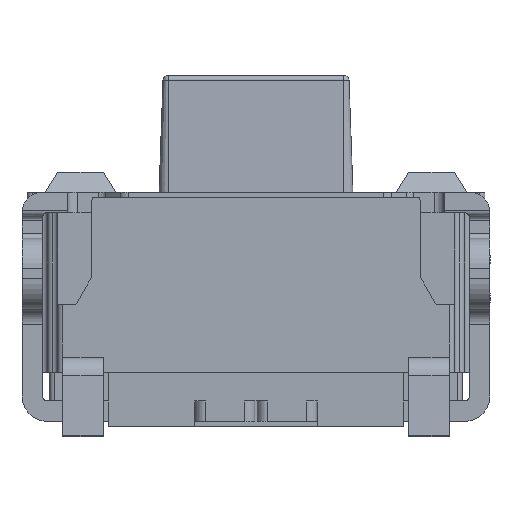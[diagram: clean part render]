
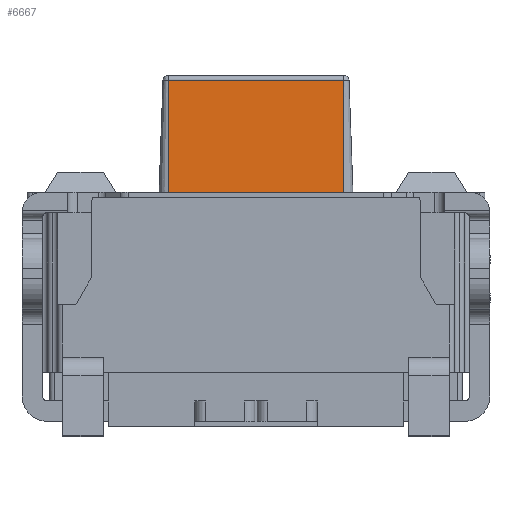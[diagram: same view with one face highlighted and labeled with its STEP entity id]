
A CAD part, front view. The second image highlights one B-rep face of the part: STEP entity #6667.
In plain terms, the highlighted planar face has unit normal (0, -0.999, 0.035).
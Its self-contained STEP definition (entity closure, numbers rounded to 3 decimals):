
#5309 = PLANE('',#5310);
#5310 = AXIS2_PLACEMENT_3D('',#5311,#5312,#5313);
#5311 = CARTESIAN_POINT('',(-40.53,23.114,
    -3.81));
#5312 = DIRECTION('',(0.,0.,1.));
#5313 = DIRECTION('',(1.,0.,0.));
#5665 = VERTEX_POINT('',#5666);
#5666 = CARTESIAN_POINT('',(-19.05,11.684,
    -3.81));
#5702 = B_SPLINE_SURFACE_WITH_KNOTS('',3,3,(
    (#5703,#5704,#5705,#5706)
    ,(#5707,#5708,#5709,#5710)
    ,(#5711,#5712,#5713,#5714)
    ,(#5715,#5716,#5717,#5718)
    ,(#5719,#5720,#5721,#5722)
    ,(#5723,#5724,#5725,#5726)
    ,(#5727,#5728,#5729,#5730
    )),.UNSPECIFIED.,.F.,.F.,.F.,(4,1,1,1,4),(4,4),(-0.097,
    0.,0.5,1.,1.097),(-1.019,-0.016),
  .UNSPECIFIED.);
#5703 = CARTESIAN_POINT('',(-16.516,14.613,
    -4.47));
#5704 = CARTESIAN_POINT('',(-16.912,14.525,
    6.992));
#5705 = CARTESIAN_POINT('',(-17.307,14.436,
    18.454));
#5706 = CARTESIAN_POINT('',(-17.702,14.348,
    29.916));
#5707 = CARTESIAN_POINT('',(-16.497,14.485,
    -4.471));
#5708 = CARTESIAN_POINT('',(-16.895,14.418,
    6.992));
#5709 = CARTESIAN_POINT('',(-17.294,14.35,
    18.454));
#5710 = CARTESIAN_POINT('',(-17.693,14.283,
    29.916));
#5711 = CARTESIAN_POINT('',(-16.434,13.684,
    -4.473));
#5712 = CARTESIAN_POINT('',(-16.843,13.749,
    6.99));
#5713 = CARTESIAN_POINT('',(-17.252,13.814,
    18.453));
#5714 = CARTESIAN_POINT('',(-17.661,13.88,
    29.915));
#5715 = CARTESIAN_POINT('',(-17.042,12.216,
    -4.474));
#5716 = CARTESIAN_POINT('',(-17.35,12.524,
    6.988));
#5717 = CARTESIAN_POINT('',(-17.659,12.833,
    18.451));
#5718 = CARTESIAN_POINT('',(-17.967,13.141,
    29.914));
#5719 = CARTESIAN_POINT('',(-18.509,11.609,
    -4.473));
#5720 = CARTESIAN_POINT('',(-18.575,12.017,
    6.99));
#5721 = CARTESIAN_POINT('',(-18.64,12.426,
    18.453));
#5722 = CARTESIAN_POINT('',(-18.706,12.835,
    29.915));
#5723 = CARTESIAN_POINT('',(-19.311,11.671,
    -4.471));
#5724 = CARTESIAN_POINT('',(-19.243,12.069,
    6.992));
#5725 = CARTESIAN_POINT('',(-19.176,12.468,
    18.454));
#5726 = CARTESIAN_POINT('',(-19.109,12.867,
    29.916));
#5727 = CARTESIAN_POINT('',(-19.439,11.69,
    -4.47));
#5728 = CARTESIAN_POINT('',(-19.35,12.086,
    6.992));
#5729 = CARTESIAN_POINT('',(-19.262,12.481,
    18.454));
#5730 = CARTESIAN_POINT('',(-19.174,12.877,
    29.916));
#5737 = EDGE_CURVE('',#5738,#5665,#5740,.T.);
#5738 = VERTEX_POINT('',#5739);
#5739 = CARTESIAN_POINT('',(-62.738,11.684,
    -3.81));
#5740 = SURFACE_CURVE('',#5741,(#5745,#5752),.PCURVE_S1.);
#5741 = LINE('',#5742,#5743);
#5742 = CARTESIAN_POINT('',(-62.738,11.684,
    -3.81));
#5743 = VECTOR('',#5744,1.);
#5744 = DIRECTION('',(1.,0.,0.));
#5745 = PCURVE('',#5309,#5746);
#5746 = DEFINITIONAL_REPRESENTATION('',(#5747),#5751);
#5747 = LINE('',#5748,#5749);
#5748 = CARTESIAN_POINT('',(-22.208,-11.43));
#5749 = VECTOR('',#5750,1.);
#5750 = DIRECTION('',(1.,0.));
#5751 = ( GEOMETRIC_REPRESENTATION_CONTEXT(2) 
PARAMETRIC_REPRESENTATION_CONTEXT() REPRESENTATION_CONTEXT('2D SPACE',''
  ) );
#5752 = PCURVE('',#5753,#5758);
#5753 = PLANE('',#5754);
#5754 = AXIS2_PLACEMENT_3D('',#5755,#5756,#5757);
#5755 = CARTESIAN_POINT('',(-18.977,12.881,
    30.48));
#5756 = DIRECTION('',(0.,-0.999,
    0.035));
#5757 = DIRECTION('',(0.,-0.035,-0.999));
#5758 = DEFINITIONAL_REPRESENTATION('',(#5759),#5763);
#5759 = LINE('',#5760,#5761);
#5760 = CARTESIAN_POINT('',(34.311,-43.761));
#5761 = VECTOR('',#5762,1.);
#5762 = DIRECTION('',(0.,1.));
#5763 = ( GEOMETRIC_REPRESENTATION_CONTEXT(2) 
PARAMETRIC_REPRESENTATION_CONTEXT() REPRESENTATION_CONTEXT('2D SPACE',''
  ) );
#5803 = B_SPLINE_SURFACE_WITH_KNOTS('',3,3,(
    (#5804,#5805,#5806,#5807)
    ,(#5808,#5809,#5810,#5811)
    ,(#5812,#5813,#5814,#5815)
    ,(#5816,#5817,#5818,#5819)
    ,(#5820,#5821,#5822,#5823)
    ,(#5824,#5825,#5826,#5827)
    ,(#5828,#5829,#5830,#5831
    )),.UNSPECIFIED.,.F.,.F.,.F.,(4,1,1,1,4),(4,4),(-0.097,
    0.,0.5,1.,1.097),(-1.019,-0.016),
  .UNSPECIFIED.);
#5804 = CARTESIAN_POINT('',(-62.349,11.69,
    -4.47));
#5805 = CARTESIAN_POINT('',(-62.437,12.086,
    6.992));
#5806 = CARTESIAN_POINT('',(-62.526,12.481,
    18.454));
#5807 = CARTESIAN_POINT('',(-62.614,12.877,
    29.916));
#5808 = CARTESIAN_POINT('',(-62.477,11.671,
    -4.471));
#5809 = CARTESIAN_POINT('',(-62.544,12.069,
    6.992));
#5810 = CARTESIAN_POINT('',(-62.611,12.468,
    18.454));
#5811 = CARTESIAN_POINT('',(-62.679,12.867,
    29.916));
#5812 = CARTESIAN_POINT('',(-63.278,11.609,
    -4.473));
#5813 = CARTESIAN_POINT('',(-63.213,12.017,
    6.99));
#5814 = CARTESIAN_POINT('',(-63.147,12.426,
    18.453));
#5815 = CARTESIAN_POINT('',(-63.082,12.835,
    29.915));
#5816 = CARTESIAN_POINT('',(-64.746,12.216,
    -4.474));
#5817 = CARTESIAN_POINT('',(-64.438,12.524,
    6.988));
#5818 = CARTESIAN_POINT('',(-64.129,12.833,
    18.451));
#5819 = CARTESIAN_POINT('',(-63.821,13.141,
    29.914));
#5820 = CARTESIAN_POINT('',(-65.353,13.684,
    -4.473));
#5821 = CARTESIAN_POINT('',(-64.944,13.749,
    6.99));
#5822 = CARTESIAN_POINT('',(-64.535,13.814,
    18.453));
#5823 = CARTESIAN_POINT('',(-64.126,13.88,
    29.915));
#5824 = CARTESIAN_POINT('',(-65.291,14.485,
    -4.471));
#5825 = CARTESIAN_POINT('',(-64.892,14.418,
    6.992));
#5826 = CARTESIAN_POINT('',(-64.494,14.35,
    18.454));
#5827 = CARTESIAN_POINT('',(-64.095,14.283,
    29.916));
#5828 = CARTESIAN_POINT('',(-65.271,14.613,
    -4.47));
#5829 = CARTESIAN_POINT('',(-64.876,14.525,
    6.992));
#5830 = CARTESIAN_POINT('',(-64.481,14.436,
    18.454));
#5831 = CARTESIAN_POINT('',(-64.085,14.348,
    29.916));
#6225 = CYLINDRICAL_SURFACE('',#6226,1.27);
#6226 = AXIS2_PLACEMENT_3D('',#6227,#6228,#6229);
#6227 = CARTESIAN_POINT('',(-29.936,14.108,
    29.21));
#6228 = DIRECTION('',(-1.,0.,0.));
#6229 = DIRECTION('',(0.,-0.695,0.719
    ));
#6600 = EDGE_CURVE('',#6601,#6603,#6605,.T.);
#6601 = VERTEX_POINT('',#6602);
#6602 = CARTESIAN_POINT('',(-62.808,12.839,
    29.254));
#6603 = VERTEX_POINT('',#6604);
#6604 = CARTESIAN_POINT('',(-18.98,12.839,
    29.254));
#6605 = SURFACE_CURVE('',#6606,(#6610,#6617),.PCURVE_S1.);
#6606 = LINE('',#6607,#6608);
#6607 = CARTESIAN_POINT('',(-62.808,12.839,
    29.254));
#6608 = VECTOR('',#6609,1.);
#6609 = DIRECTION('',(1.,0.,0.));
#6610 = PCURVE('',#6225,#6611);
#6611 = DEFINITIONAL_REPRESENTATION('',(#6612),#6616);
#6612 = LINE('',#6613,#6614);
#6613 = CARTESIAN_POINT('',(-0.768,32.872));
#6614 = VECTOR('',#6615,1.);
#6615 = DIRECTION('',(0.,-1.));
#6616 = ( GEOMETRIC_REPRESENTATION_CONTEXT(2) 
PARAMETRIC_REPRESENTATION_CONTEXT() REPRESENTATION_CONTEXT('2D SPACE',''
  ) );
#6617 = PCURVE('',#5753,#6618);
#6618 = DEFINITIONAL_REPRESENTATION('',(#6619),#6623);
#6619 = LINE('',#6620,#6621);
#6620 = CARTESIAN_POINT('',(1.226,-43.831));
#6621 = VECTOR('',#6622,1.);
#6622 = DIRECTION('',(0.,1.));
#6623 = ( GEOMETRIC_REPRESENTATION_CONTEXT(2) 
PARAMETRIC_REPRESENTATION_CONTEXT() REPRESENTATION_CONTEXT('2D SPACE',''
  ) );
#6667 = ADVANCED_FACE('',(#6668),#5753,.T.);
#6668 = FACE_BOUND('',#6669,.T.);
#6669 = EDGE_LOOP('',(#6670,#6671,#6691,#6692));
#6670 = ORIENTED_EDGE('',*,*,#5737,.T.);
#6671 = ORIENTED_EDGE('',*,*,#6672,.T.);
#6672 = EDGE_CURVE('',#5665,#6603,#6673,.T.);
#6673 = SURFACE_CURVE('',#6674,(#6678,#6685),.PCURVE_S1.);
#6674 = LINE('',#6675,#6676);
#6675 = CARTESIAN_POINT('',(-19.05,11.684,
    -3.81));
#6676 = VECTOR('',#6677,1.);
#6677 = DIRECTION('',(0.002,0.035,
    0.999));
#6678 = PCURVE('',#5753,#6679);
#6679 = DEFINITIONAL_REPRESENTATION('',(#6680),#6684);
#6680 = LINE('',#6681,#6682);
#6681 = CARTESIAN_POINT('',(34.311,-0.073));
#6682 = VECTOR('',#6683,1.);
#6683 = DIRECTION('',(-1.,0.002));
#6684 = ( GEOMETRIC_REPRESENTATION_CONTEXT(2) 
PARAMETRIC_REPRESENTATION_CONTEXT() REPRESENTATION_CONTEXT('2D SPACE',''
  ) );
#6685 = PCURVE('',#5702,#6686);
#6686 = DEFINITIONAL_REPRESENTATION('',(#6687),#6690);
#6687 = B_SPLINE_CURVE_WITH_KNOTS('',1,(#6688,#6689),.UNSPECIFIED.,.F.,
  .F.,(2,2),(0.,33.085),
  .PIECEWISE_BEZIER_KNOTS.);
#6688 = CARTESIAN_POINT('',(1.,-1.));
#6689 = CARTESIAN_POINT('',(1.,-0.036));
#6690 = ( GEOMETRIC_REPRESENTATION_CONTEXT(2) 
PARAMETRIC_REPRESENTATION_CONTEXT() REPRESENTATION_CONTEXT('2D SPACE',''
  ) );
#6691 = ORIENTED_EDGE('',*,*,#6600,.F.);
#6692 = ORIENTED_EDGE('',*,*,#6693,.T.);
#6693 = EDGE_CURVE('',#6601,#5738,#6694,.T.);
#6694 = SURFACE_CURVE('',#6695,(#6699,#6706),.PCURVE_S1.);
#6695 = LINE('',#6696,#6697);
#6696 = CARTESIAN_POINT('',(-62.808,12.839,
    29.254));
#6697 = VECTOR('',#6698,1.);
#6698 = DIRECTION('',(0.002,-0.035,
    -0.999));
#6699 = PCURVE('',#5753,#6700);
#6700 = DEFINITIONAL_REPRESENTATION('',(#6701),#6705);
#6701 = LINE('',#6702,#6703);
#6702 = CARTESIAN_POINT('',(1.226,-43.831));
#6703 = VECTOR('',#6704,1.);
#6704 = DIRECTION('',(1.,0.002));
#6705 = ( GEOMETRIC_REPRESENTATION_CONTEXT(2) 
PARAMETRIC_REPRESENTATION_CONTEXT() REPRESENTATION_CONTEXT('2D SPACE',''
  ) );
#6706 = PCURVE('',#5803,#6707);
#6707 = DEFINITIONAL_REPRESENTATION('',(#6708),#6711);
#6708 = B_SPLINE_CURVE_WITH_KNOTS('',1,(#6709,#6710),.UNSPECIFIED.,.F.,
  .F.,(2,2),(0.,33.085),
  .PIECEWISE_BEZIER_KNOTS.);
#6709 = CARTESIAN_POINT('',(0.,-0.036));
#6710 = CARTESIAN_POINT('',(0.,-1.));
#6711 = ( GEOMETRIC_REPRESENTATION_CONTEXT(2) 
PARAMETRIC_REPRESENTATION_CONTEXT() REPRESENTATION_CONTEXT('2D SPACE',''
  ) );
